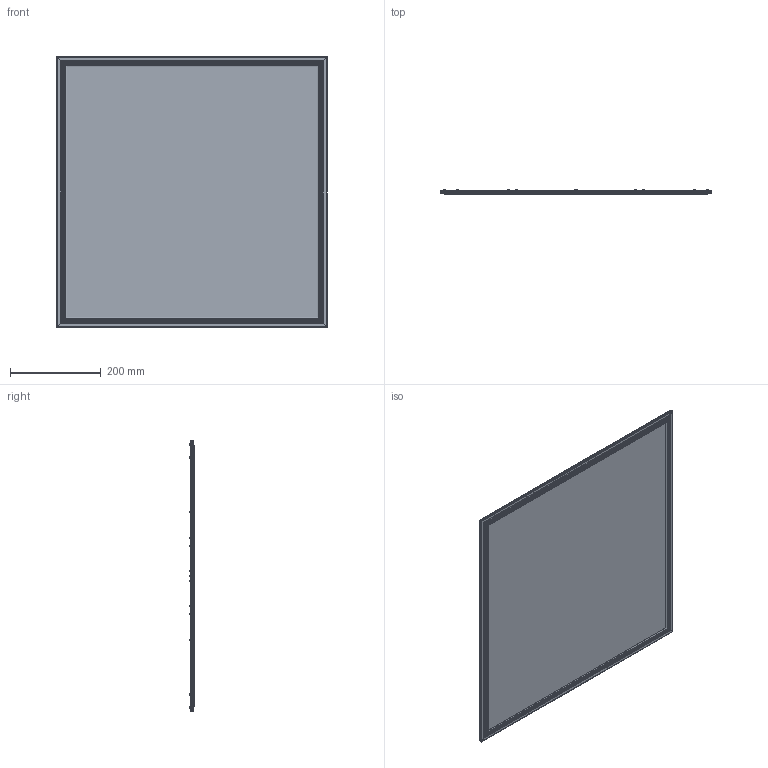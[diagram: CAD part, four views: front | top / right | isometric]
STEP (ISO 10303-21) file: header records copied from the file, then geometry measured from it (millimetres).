
FILE_DESCRIPTION (( 'STEP AP203' ), '1' );
FILE_NAME ('JE51stp.STEP', '2023-05-12T09:15:49', ( '' ), ( '' ), 'SwSTEP 2.0', 'SolidWorks 2020', '' );
FILE_SCHEMA (( 'CONFIG_CONTROL_DESIGN' ));
Length unit declared in the file: millimetre
Products named in the file (1): JE51stp
Bounding box: 595 x 9.5 x 595 mm (x, y, z)
Volume: 2340011.9 mm3; surface area: 3527452.9 mm2
Topology: 39 solids, 40 shells, 1499 faces, 3608 edges, 2185 vertices
Faces by surface type: plane 749, cylinder 486, torus 132, cone 66, sphere 66
Entity records: 44337 total; most frequent: CARTESIAN_POINT 9855, DIRECTION 7376, ORIENTED_EDGE 7084, EDGE_CURVE 3542, AXIS2_PLACEMENT_3D 2754, VERTEX_POINT 2185, VECTOR 1868, LINE 1868
